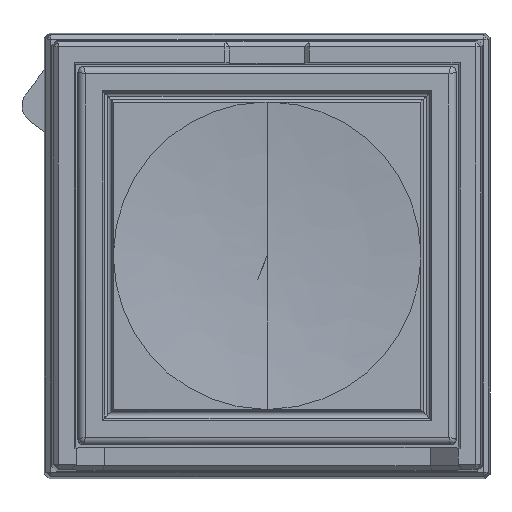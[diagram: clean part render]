
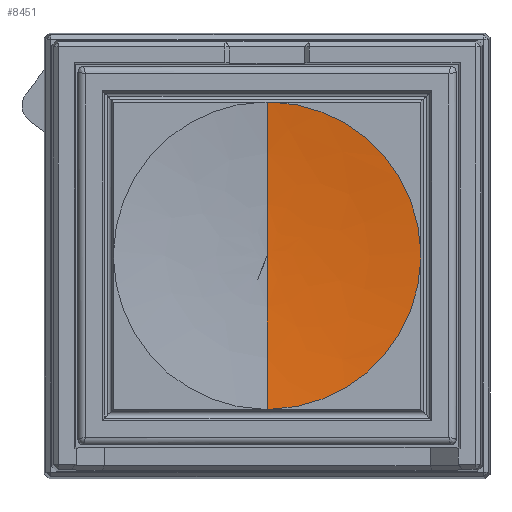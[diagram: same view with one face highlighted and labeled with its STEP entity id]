
A CAD part, top view. The second image highlights one B-rep face of the part: STEP entity #8451.
In plain terms, the highlighted free-form (B-spline) face has degree [3, 3] with [4, 4] control points.
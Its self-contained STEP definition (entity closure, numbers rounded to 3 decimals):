
#114 = CARTESIAN_POINT ( 'NONE',  ( 0.08, -8.2, 11.6 ) ) ;
#430 = CARTESIAN_POINT ( 'NONE',  ( 8.2, -0.24, 11.6 ) ) ;
#743 = CARTESIAN_POINT ( 'NONE',  ( 0., 2.741, 11.15 ) ) ;
#882 = CARTESIAN_POINT ( 'NONE',  ( 0., 0., 86.15 ) ) ;
#1154 = VERTEX_POINT ( 'NONE', #4145 ) ;
#1321 = CIRCLE ( 'NONE', #7179, 8.204 ) ;
#1327 = DIRECTION ( 'NONE',  ( 0., 0., 1. ) ) ;
#1351 = CARTESIAN_POINT ( 'NONE',  ( 0.24, 8.2, 11.6 ) ) ;
#1391 = EDGE_CURVE ( 'NONE', #9577, #2580, #2208, .T. ) ;
#1470 = DIRECTION ( 'NONE',  ( -1., 0., 0. ) ) ;
#1529 = CARTESIAN_POINT ( 'NONE',  ( 10.957, 5.479, 11.3 ) ) ;
#1669 = CARTESIAN_POINT ( 'NONE',  ( 0., 8.2, 11.6 ) ) ;
#1685 = EDGE_LOOP ( 'NONE', ( #9283, #2382, #3085, #3801, #7278, #9169, #10088 ) ) ;
#1872 = DIRECTION ( 'NONE',  ( -1., 0., 0. ) ) ;
#2163 = CARTESIAN_POINT ( 'NONE',  ( 8.2, -0.24, 11.6 ) ) ;
#2208 = CIRCLE ( 'NONE', #6737, 8.204 ) ;
#2290 = CIRCLE ( 'NONE', #8158, 75. ) ;
#2311 = CARTESIAN_POINT ( 'NONE',  ( 16.407, -8.204, 11.6 ) ) ;
#2362 = CARTESIAN_POINT ( 'NONE',  ( 0., 0., 11.15 ) ) ;
#2382 = ORIENTED_EDGE ( 'NONE', *, *, #4613, .T. ) ;
#2450 = CARTESIAN_POINT ( 'NONE',  ( 0.24, 8.2, 11.6 ) ) ;
#2521 = CARTESIAN_POINT ( 'NONE',  ( 0., -8.2, 11.6 ) ) ;
#2580 = VERTEX_POINT ( 'NONE', #1351 ) ;
#2937 = CARTESIAN_POINT ( 'NONE',  ( 8.2, 0.24, 11.6 ) ) ;
#3069 = CARTESIAN_POINT ( 'NONE',  ( 8.2, 0.24, 11.6 ) ) ;
#3085 = ORIENTED_EDGE ( 'NONE', *, *, #7837, .F. ) ;
#3136 = CARTESIAN_POINT ( 'NONE',  ( 0., 0., 11.15 ) ) ;
#3288 = CARTESIAN_POINT ( 'NONE',  ( 0.16, -8.2, 11.6 ) ) ;
#3323 = CARTESIAN_POINT ( 'NONE',  ( 0.24, -8.2, 11.6 ) ) ;
#3801 = ORIENTED_EDGE ( 'NONE', *, *, #6468, .T. ) ;
#3922 = CARTESIAN_POINT ( 'NONE',  ( 5.483, 2.741, 11.15 ) ) ;
#3999 = CARTESIAN_POINT ( 'NONE',  ( 0., 0., 11.15 ) ) ;
#4060 = DIRECTION ( 'NONE',  ( 1., 0., 0. ) ) ;
#4145 = CARTESIAN_POINT ( 'NONE',  ( 0., 8.2, 11.6 ) ) ;
#4613 = EDGE_CURVE ( 'NONE', #1154, #7312, #4668, .T. ) ;
#4668 = CIRCLE ( 'NONE', #6720, 75. ) ;
#4716 = CARTESIAN_POINT ( 'NONE',  ( 10.957, -5.479, 11.3 ) ) ;
#5290 = CARTESIAN_POINT ( 'NONE',  ( 0., 0., 86.15 ) ) ;
#5441 = CARTESIAN_POINT ( 'NONE',  ( 0., 0., 11.6 ) ) ;
#5502 = CARTESIAN_POINT ( 'NONE',  ( 0., -8.204, 11.6 ) ) ;
#5641 = CARTESIAN_POINT ( 'NONE',  ( 0.16, 8.2, 11.6 ) ) ;
#5744 = B_SPLINE_CURVE_WITH_KNOTS ( 'NONE', 3,
 ( #2937, #6138, #9365, #2163 ),
 .UNSPECIFIED., .F., .F.,
 ( 4, 4 ),
 ( 0., 0. ),
 .UNSPECIFIED. ) ;
#5835 = CARTESIAN_POINT ( 'NONE',  ( 0., 0., 11.6 ) ) ;
#6138 = CARTESIAN_POINT ( 'NONE',  ( 8.2, 0.08, 11.6 ) ) ;
#6282 = CARTESIAN_POINT ( 'NONE',  ( 0., 8.204, 11.6 ) ) ;
#6334 = CARTESIAN_POINT ( 'NONE',  ( 0., 0., 11.15 ) ) ;
#6468 = EDGE_CURVE ( 'NONE', #8519, #7396, #8473, .T. ) ;
#6490 = CARTESIAN_POINT ( 'NONE',  ( 0.24, -8.2, 11.6 ) ) ;
#6720 = AXIS2_PLACEMENT_3D ( 'NONE', #5290, #8527, #1327 ) ;
#6737 = AXIS2_PLACEMENT_3D ( 'NONE', #5441, #8671, #1470 ) ;
#7121 = B_SPLINE_CURVE_WITH_KNOTS ( 'NONE', 3,
 ( #2450, #5641, #8868, #1669 ),
 .UNSPECIFIED., .F., .F.,
 ( 4, 4 ),
 ( 0., 0. ),
 .UNSPECIFIED. ) ;
#7135 = CARTESIAN_POINT ( 'NONE',  ( 5.483, -2.741, 11.15 ) ) ;
#7179 = AXIS2_PLACEMENT_3D ( 'NONE', #5835, #9064, #1872 ) ;
#7271 = DIRECTION ( 'NONE',  ( 0., 0., 1. ) ) ;
#7278 = ORIENTED_EDGE ( 'NONE', *, *, #10147, .T. ) ;
#7289 = CARTESIAN_POINT ( 'NONE',  ( 0., -8.2, 11.6 ) ) ;
#7312 = VERTEX_POINT ( 'NONE', #3999 ) ;
#7396 = VERTEX_POINT ( 'NONE', #3323 ) ;
#7579 =( BOUNDED_SURFACE ( )  B_SPLINE_SURFACE ( 3, 3, ( 
 ( #6282, #9523, #2311, #5502 ),
 ( #8731, #1529, #4716, #7929 ),
 ( #743, #3922, #7135, #10372 ),
 ( #3136, #6334, #9575, #2362 ) ),
 .UNSPECIFIED., .F., .F., .F. ) 
 B_SPLINE_SURFACE_WITH_KNOTS ( ( 4, 4 ),
 ( 4, 4 ),
 ( 0., 1. ),
 ( 0., 1. ),
 .UNSPECIFIED. ) 
 GEOMETRIC_REPRESENTATION_ITEM ( )  RATIONAL_B_SPLINE_SURFACE ( (
 ( 1., 0.333, 0.333, 1.),
 ( 0.999, 0.333, 0.333, 0.999),
 ( 0.999, 0.333, 0.333, 0.999),
 ( 1., 0.333, 0.333, 1.) ) ) 
 REPRESENTATION_ITEM ( '' )  SURFACE ( )  );
#7837 = EDGE_CURVE ( 'NONE', #8519, #7312, #2290, .T. ) ;
#7929 = CARTESIAN_POINT ( 'NONE',  ( 0., -5.479, 11.3 ) ) ;
#8158 = AXIS2_PLACEMENT_3D ( 'NONE', #882, #4060, #7271 ) ;
#8451 = ADVANCED_FACE ( 'NONE', ( #10318 ), #7579, .T. ) ;
#8473 = B_SPLINE_CURVE_WITH_KNOTS ( 'NONE', 3,
 ( #7289, #114, #3288, #6490 ),
 .UNSPECIFIED., .F., .F.,
 ( 4, 4 ),
 ( 0., 0. ),
 .UNSPECIFIED. ) ;
#8519 = VERTEX_POINT ( 'NONE', #2521 ) ;
#8527 = DIRECTION ( 'NONE',  ( -1., 0., 0. ) ) ;
#8598 = VERTEX_POINT ( 'NONE', #430 ) ;
#8671 = DIRECTION ( 'NONE',  ( 0., 0., 1. ) ) ;
#8731 = CARTESIAN_POINT ( 'NONE',  ( 0., 5.479, 11.3 ) ) ;
#8868 = CARTESIAN_POINT ( 'NONE',  ( 0.08, 8.2, 11.6 ) ) ;
#9064 = DIRECTION ( 'NONE',  ( 0., 0., 1. ) ) ;
#9111 = EDGE_CURVE ( 'NONE', #9577, #8598, #5744, .T. ) ;
#9169 = ORIENTED_EDGE ( 'NONE', *, *, #9111, .F. ) ;
#9201 = EDGE_CURVE ( 'NONE', #2580, #1154, #7121, .T. ) ;
#9283 = ORIENTED_EDGE ( 'NONE', *, *, #9201, .T. ) ;
#9365 = CARTESIAN_POINT ( 'NONE',  ( 8.2, -0.08, 11.6 ) ) ;
#9523 = CARTESIAN_POINT ( 'NONE',  ( 16.407, 8.204, 11.6 ) ) ;
#9575 = CARTESIAN_POINT ( 'NONE',  ( 0., 0., 11.15 ) ) ;
#9577 = VERTEX_POINT ( 'NONE', #3069 ) ;
#10088 = ORIENTED_EDGE ( 'NONE', *, *, #1391, .T. ) ;
#10147 = EDGE_CURVE ( 'NONE', #7396, #8598, #1321, .T. ) ;
#10318 = FACE_OUTER_BOUND ( 'NONE', #1685, .T. ) ;
#10372 = CARTESIAN_POINT ( 'NONE',  ( 0., -2.741, 11.15 ) ) ;
